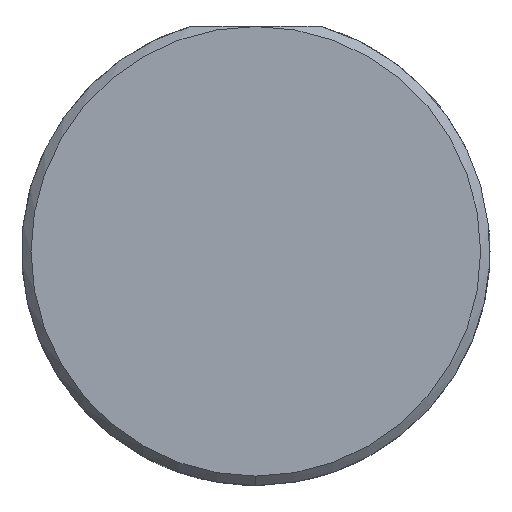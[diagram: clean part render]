
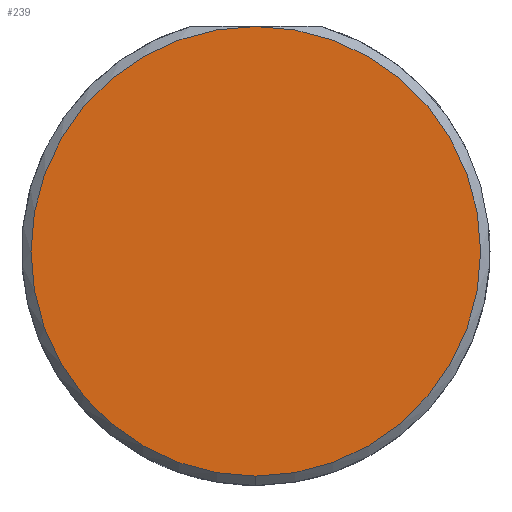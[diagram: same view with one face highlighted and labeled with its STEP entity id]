
A CAD part, left-side view. The second image highlights one B-rep face of the part: STEP entity #239.
In plain terms, the highlighted planar face has unit normal (-1, 0, 0).
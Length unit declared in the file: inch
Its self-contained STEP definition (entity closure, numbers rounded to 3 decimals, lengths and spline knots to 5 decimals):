
#52 = CARTESIAN_POINT ( 'NONE',  ( 0., 0., -0.35985 ) ) ;
#74 = DIRECTION ( 'NONE',  ( -1., 0., 0. ) ) ;
#155 = DIRECTION ( 'NONE',  ( 0., 0., -1. ) ) ;
#188 = ORIENTED_EDGE ( 'NONE', *, *, #531, .T. ) ;
#238 = ORIENTED_EDGE ( 'NONE', *, *, #521, .T. ) ;
#239 = ADVANCED_FACE ( 'NONE', ( #813 ), #823, .F. ) ;
#282 = DIRECTION ( 'NONE',  ( 1., 0., 0. ) ) ;
#308 = CIRCLE ( 'NONE', #940, 0.35985 ) ;
#381 = AXIS2_PLACEMENT_3D ( 'NONE', #473, #74, #844 ) ;
#388 = CARTESIAN_POINT ( 'NONE',  ( 0., 0., 0. ) ) ;
#473 = CARTESIAN_POINT ( 'NONE',  ( 0., 0., 0. ) ) ;
#482 = EDGE_LOOP ( 'NONE', ( #238, #188 ) ) ;
#483 = CARTESIAN_POINT ( 'NONE',  ( 0., 0., 0.35985 ) ) ;
#488 = AXIS2_PLACEMENT_3D ( 'NONE', #739, #282, #895 ) ;
#521 = EDGE_CURVE ( 'NONE', #606, #770, #872, .T. ) ;
#531 = EDGE_CURVE ( 'NONE', #770, #606, #308, .T. ) ;
#606 = VERTEX_POINT ( 'NONE', #483 ) ;
#693 = DIRECTION ( 'NONE',  ( -1., 0., 0. ) ) ;
#739 = CARTESIAN_POINT ( 'NONE',  ( 0., 0., 0. ) ) ;
#770 = VERTEX_POINT ( 'NONE', #52 ) ;
#813 = FACE_OUTER_BOUND ( 'NONE', #482, .T. ) ;
#823 = PLANE ( 'NONE',  #488 ) ;
#844 = DIRECTION ( 'NONE',  ( 0., 0., -1. ) ) ;
#872 = CIRCLE ( 'NONE', #381, 0.35985 ) ;
#895 = DIRECTION ( 'NONE',  ( 0., 0., -1. ) ) ;
#940 = AXIS2_PLACEMENT_3D ( 'NONE', #388, #693, #155 ) ;
